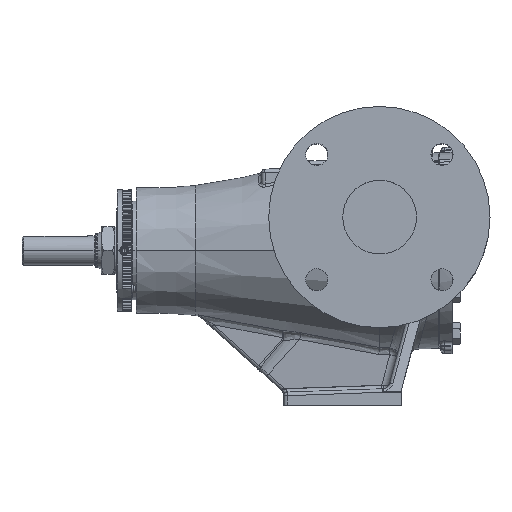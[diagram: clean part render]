
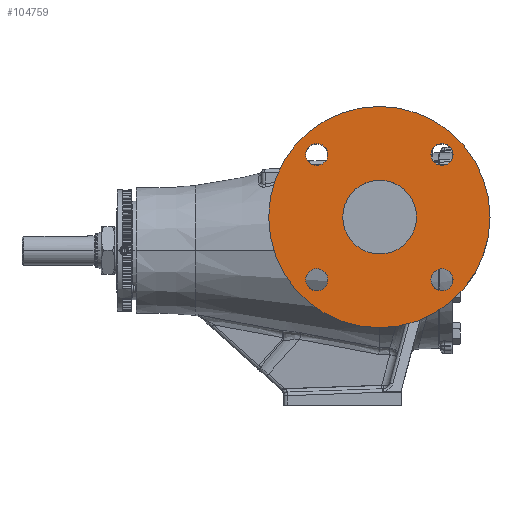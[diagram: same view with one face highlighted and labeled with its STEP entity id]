
A CAD part, top view. The second image highlights one B-rep face of the part: STEP entity #104759.
In plain terms, the highlighted planar face has unit normal (0, 0, 1).
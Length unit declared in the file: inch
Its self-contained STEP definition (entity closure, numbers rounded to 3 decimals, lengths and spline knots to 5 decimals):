
#704 = EDGE_CURVE ( 'Defeatured_0_1546+Defeatured_0_1064+Defeatured_0_1064+Defeatured_0_1064', #90079, #16017, #48691, .T. ) ;
#1207 = EDGE_CURVE ( 'Defeatured_0_1547+Defeatured_0_1064+Defeatured_0_1064+Defeatured_0_1064', #103364, #33644, #90809, .T. ) ;
#2134 = CIRCLE ( 'NONE', #32300, 0.375 ) ;
#3390 = CARTESIAN_POINT ( 'NONE',  ( -0.26368, 3.24132, 6. ) ) ;
#3585 = ORIENTED_EDGE ( 'NONE', *, *, #1207, .F. ) ;
#3671 = DIRECTION ( 'NONE',  ( 0., 0., 1. ) ) ;
#4405 = FACE_BOUND ( 'NONE', #70703, .T. ) ;
#6906 = EDGE_LOOP ( 'NONE', ( #62127, #103654 ) ) ;
#8416 = AXIS2_PLACEMENT_3D ( 'NONE', #27982, #51998, #27632 ) ;
#10380 = AXIS2_PLACEMENT_3D ( 'NONE', #11888, #3671, #35911 ) ;
#11426 = CIRCLE ( 'NONE', #87799, 3.75 ) ;
#11689 = EDGE_CURVE ( 'Defeatured_0_1063+Defeatured_0_1064+Defeatured_0_1064+Defeatured_0_1064', #32298, #14872, #11426, .T. ) ;
#11888 = CARTESIAN_POINT ( 'NONE',  ( -4.13132, 3.24132, 6. ) ) ;
#12638 = DIRECTION ( 'NONE',  ( 0., 1., 0. ) ) ;
#14872 = VERTEX_POINT ( 'NONE', #52541 ) ;
#16017 = VERTEX_POINT ( 'NONE', #64786 ) ;
#16444 = DIRECTION ( 'NONE',  ( 0., 1., 0. ) ) ;
#17065 = EDGE_LOOP ( 'NONE', ( #61156, #91271 ) ) ;
#20195 = DIRECTION ( 'NONE',  ( 0., 0., -1. ) ) ;
#20957 = CARTESIAN_POINT ( 'NONE',  ( -4.13132, 3.24132, 6. ) ) ;
#21962 = DIRECTION ( 'NONE',  ( 1., 0., 0. ) ) ;
#22420 = ORIENTED_EDGE ( 'NONE', *, *, #79178, .F. ) ;
#24715 = CARTESIAN_POINT ( 'NONE',  ( 0.11132, 3.24132, 6. ) ) ;
#25548 = CIRCLE ( 'NONE', #10380, 0.375 ) ;
#26125 = FACE_BOUND ( 'NONE', #17065, .T. ) ;
#27086 = AXIS2_PLACEMENT_3D ( 'NONE', #54547, #31643, #21962 ) ;
#27632 = DIRECTION ( 'NONE',  ( 0., -1., 0. ) ) ;
#27873 = AXIS2_PLACEMENT_3D ( 'NONE', #38344, #95609, #78101 ) ;
#27982 = CARTESIAN_POINT ( 'NONE',  ( -2.01, 1.12, 6. ) ) ;
#29036 = VERTEX_POINT ( 'NONE', #36085 ) ;
#29118 = CARTESIAN_POINT ( 'NONE',  ( -2., 1.12, 6. ) ) ;
#30111 = AXIS2_PLACEMENT_3D ( 'NONE', #29118, #20195, #12638 ) ;
#30738 = VERTEX_POINT ( 'NONE', #32377 ) ;
#31643 = DIRECTION ( 'NONE',  ( 0., 0., 1. ) ) ;
#31965 = CIRCLE ( 'NONE', #92075, 0.375 ) ;
#32298 = VERTEX_POINT ( 'NONE', #93011 ) ;
#32300 = AXIS2_PLACEMENT_3D ( 'NONE', #24715, #57667, #66248 ) ;
#32377 = CARTESIAN_POINT ( 'NONE',  ( -3.25, 1.12, 6. ) ) ;
#33279 = CARTESIAN_POINT ( 'NONE',  ( -2.01, 1.12, 6. ) ) ;
#33644 = VERTEX_POINT ( 'NONE', #92552 ) ;
#35375 = EDGE_CURVE ( 'Defeatured_0_1548+Defeatured_0_1064+Defeatured_0_1064+Defeatured_0_1064', #80904, #29036, #65128, .T. ) ;
#35911 = DIRECTION ( 'NONE',  ( 1., 0., 0. ) ) ;
#36068 = CIRCLE ( 'NONE', #8416, 3.75 ) ;
#36085 = CARTESIAN_POINT ( 'NONE',  ( 0.48632, 3.24132, 6. ) ) ;
#36458 = FACE_BOUND ( 'NONE', #36849, .T. ) ;
#36849 = EDGE_LOOP ( 'NONE', ( #96235, #3585 ) ) ;
#37451 = DIRECTION ( 'NONE',  ( 1., 0., 0. ) ) ;
#38344 = CARTESIAN_POINT ( 'NONE',  ( 0.11132, -1.00132, 6. ) ) ;
#40434 = DIRECTION ( 'NONE',  ( 0., 0., 1. ) ) ;
#43408 = CARTESIAN_POINT ( 'NONE',  ( 1.74004, 5.12, 6. ) ) ;
#45389 = FACE_BOUND ( 'NONE', #74734, .T. ) ;
#45405 = VERTEX_POINT ( 'NONE', #74472 ) ;
#48118 = EDGE_CURVE ( 'Defeatured_0_1548+Defeatured_0_1064+Defeatured_0_1064+Defeatured_0_1064', #29036, #80904, #2134, .T. ) ;
#48476 = CIRCLE ( 'NONE', #60250, 1.25 ) ;
#48691 = CIRCLE ( 'NONE', #27086, 0.375 ) ;
#50009 = CARTESIAN_POINT ( 'NONE',  ( 0.11132, -1.00132, 6. ) ) ;
#50074 = EDGE_LOOP ( 'NONE', ( #22420, #75965 ) ) ;
#50700 = DIRECTION ( 'NONE',  ( 1., 0., 0. ) ) ;
#51236 = PLANE ( 'NONE',  #93803 ) ;
#51998 = DIRECTION ( 'NONE',  ( 0., 0., -1. ) ) ;
#52541 = CARTESIAN_POINT ( 'NONE',  ( -2.01, -2.63, 6. ) ) ;
#52635 = CARTESIAN_POINT ( 'NONE',  ( -4.13132, -1.00132, 6. ) ) ;
#53899 = EDGE_CURVE ( 'Defeatured_0_1064+Defeatured_0_810+Defeatured_0_810+Defeatured_0_810', #60999, #30738, #98823, .T. ) ;
#54318 = ORIENTED_EDGE ( 'NONE', *, *, #53899, .T. ) ;
#54547 = CARTESIAN_POINT ( 'NONE',  ( -4.13132, -1.00132, 6. ) ) ;
#56334 = CARTESIAN_POINT ( 'NONE',  ( -0.26368, -1.00132, 6. ) ) ;
#57667 = DIRECTION ( 'NONE',  ( 0., 0., 1. ) ) ;
#58591 = AXIS2_PLACEMENT_3D ( 'NONE', #20957, #61073, #37451 ) ;
#59333 = CARTESIAN_POINT ( 'NONE',  ( -3.75632, -1.00132, 6. ) ) ;
#59488 = DIRECTION ( 'NONE',  ( 0., -1., 0. ) ) ;
#60250 = AXIS2_PLACEMENT_3D ( 'NONE', #74779, #73711, #16444 ) ;
#60999 = VERTEX_POINT ( 'NONE', #77323 ) ;
#61073 = DIRECTION ( 'NONE',  ( 0., 0., 1. ) ) ;
#61156 = ORIENTED_EDGE ( 'NONE', *, *, #79957, .F. ) ;
#61421 = EDGE_CURVE ( 'Defeatured_0_1547+Defeatured_0_1064+Defeatured_0_1064+Defeatured_0_1064', #33644, #103364, #91195, .T. ) ;
#62127 = ORIENTED_EDGE ( 'NONE', *, *, #48118, .F. ) ;
#62632 = CIRCLE ( 'NONE', #58591, 0.375 ) ;
#64573 = DIRECTION ( 'NONE',  ( 0., 0., 1. ) ) ;
#64786 = CARTESIAN_POINT ( 'NONE',  ( -4.50632, -1.00132, 6. ) ) ;
#65128 = CIRCLE ( 'NONE', #97502, 0.375 ) ;
#65202 = EDGE_CURVE ( 'Defeatured_0_1064+Defeatured_0_810+Defeatured_0_810+Defeatured_0_810', #30738, #60999, #48476, .T. ) ;
#66248 = DIRECTION ( 'NONE',  ( 1., 0., 0. ) ) ;
#67151 = FACE_OUTER_BOUND ( 'NONE', #50074, .T. ) ;
#69074 = DIRECTION ( 'NONE',  ( 0., 0., 1. ) ) ;
#69369 = ORIENTED_EDGE ( 'NONE', *, *, #65202, .T. ) ;
#70703 = EDGE_LOOP ( 'NONE', ( #101892, #72166 ) ) ;
#72166 = ORIENTED_EDGE ( 'NONE', *, *, #101336, .F. ) ;
#73300 = EDGE_CURVE ( 'Defeatured_0_1549+Defeatured_0_1064+Defeatured_0_1064+Defeatured_0_1064', #80396, #45405, #25548, .T. ) ;
#73711 = DIRECTION ( 'NONE',  ( 0., 0., -1. ) ) ;
#74472 = CARTESIAN_POINT ( 'NONE',  ( -3.75632, 3.24132, 6. ) ) ;
#74734 = EDGE_LOOP ( 'NONE', ( #54318, #69369 ) ) ;
#74779 = CARTESIAN_POINT ( 'NONE',  ( -2., 1.12, 6. ) ) ;
#75444 = DIRECTION ( 'NONE',  ( 0., -1., 0. ) ) ;
#75965 = ORIENTED_EDGE ( 'NONE', *, *, #11689, .F. ) ;
#77323 = CARTESIAN_POINT ( 'NONE',  ( -0.75, 1.12, 6. ) ) ;
#78101 = DIRECTION ( 'NONE',  ( 1., 0., 0. ) ) ;
#79178 = EDGE_CURVE ( 'Defeatured_0_1063+Defeatured_0_1064+Defeatured_0_1064+Defeatured_0_1064', #14872, #32298, #36068, .T. ) ;
#79957 = EDGE_CURVE ( 'Defeatured_0_1549+Defeatured_0_1064+Defeatured_0_1064+Defeatured_0_1064', #45405, #80396, #62632, .T. ) ;
#80018 = CARTESIAN_POINT ( 'NONE',  ( 0.11132, 3.24132, 6. ) ) ;
#80396 = VERTEX_POINT ( 'NONE', #84607 ) ;
#80904 = VERTEX_POINT ( 'NONE', #3390 ) ;
#83338 = DIRECTION ( 'NONE',  ( 0., 0., -1. ) ) ;
#84607 = CARTESIAN_POINT ( 'NONE',  ( -4.50632, 3.24132, 6. ) ) ;
#85561 = DIRECTION ( 'NONE',  ( 1., 0., 0. ) ) ;
#87511 = DIRECTION ( 'NONE',  ( 1., 0., 0. ) ) ;
#87799 = AXIS2_PLACEMENT_3D ( 'NONE', #33279, #83338, #75444 ) ;
#88918 = FACE_BOUND ( 'NONE', #6906, .T. ) ;
#90079 = VERTEX_POINT ( 'NONE', #59333 ) ;
#90809 = CIRCLE ( 'NONE', #27873, 0.375 ) ;
#91195 = CIRCLE ( 'NONE', #92100, 0.375 ) ;
#91271 = ORIENTED_EDGE ( 'NONE', *, *, #73300, .F. ) ;
#92075 = AXIS2_PLACEMENT_3D ( 'NONE', #52635, #69074, #85561 ) ;
#92100 = AXIS2_PLACEMENT_3D ( 'NONE', #50009, #40434, #50700 ) ;
#92552 = CARTESIAN_POINT ( 'NONE',  ( 0.48632, -1.00132, 6. ) ) ;
#93011 = CARTESIAN_POINT ( 'NONE',  ( -2.01, 4.87, 6. ) ) ;
#93803 = AXIS2_PLACEMENT_3D ( 'NONE', #43408, #100312, #59488 ) ;
#95609 = DIRECTION ( 'NONE',  ( 0., 0., 1. ) ) ;
#96235 = ORIENTED_EDGE ( 'NONE', *, *, #61421, .F. ) ;
#97502 = AXIS2_PLACEMENT_3D ( 'NONE', #80018, #64573, #87511 ) ;
#98823 = CIRCLE ( 'NONE', #30111, 1.25 ) ;
#100312 = DIRECTION ( 'NONE',  ( 0., 0., 1. ) ) ;
#101336 = EDGE_CURVE ( 'Defeatured_0_1546+Defeatured_0_1064+Defeatured_0_1064+Defeatured_0_1064', #16017, #90079, #31965, .T. ) ;
#101892 = ORIENTED_EDGE ( 'NONE', *, *, #704, .F. ) ;
#103364 = VERTEX_POINT ( 'NONE', #56334 ) ;
#103654 = ORIENTED_EDGE ( 'NONE', *, *, #35375, .F. ) ;
#104759 = ADVANCED_FACE ( 'Defeatured_0_1064', ( #26125, #88918, #36458, #4405, #67151, #45389 ), #51236, .T. ) ;
